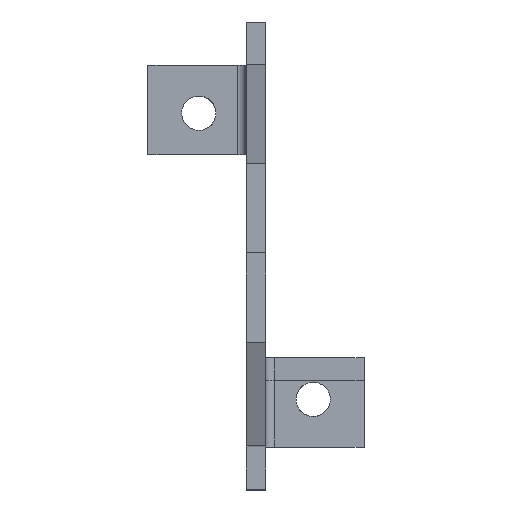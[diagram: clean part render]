
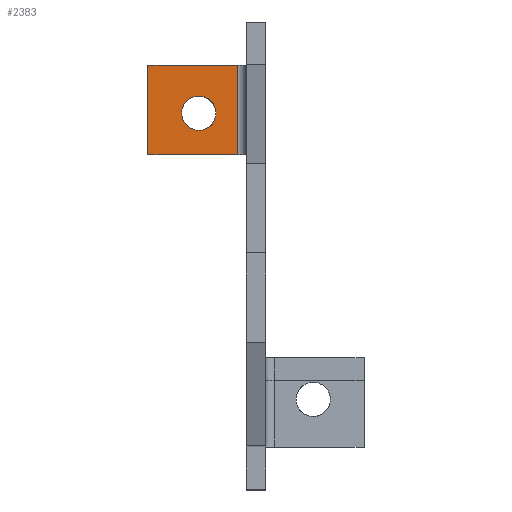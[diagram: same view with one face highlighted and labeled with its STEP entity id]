
A CAD part, top view. The second image highlights one B-rep face of the part: STEP entity #2383.
In plain terms, the highlighted planar face has unit normal (0, 0, 1).
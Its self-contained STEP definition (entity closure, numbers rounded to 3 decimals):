
#2141=CARTESIAN_POINT('Vertex',(-0.965,20.32,-70.815)) ;
#2172=CARTESIAN_POINT('Vertex',(-0.965,10.795,-70.815)) ;
#2175=CARTESIAN_POINT('Line Origine',(-0.965,15.558,-70.815)) ;
#2239=CARTESIAN_POINT('Vertex',(-10.49,20.32,-70.815)) ;
#2242=CARTESIAN_POINT('Line Origine',(-5.728,20.32,-70.815)) ;
#2271=CARTESIAN_POINT('Line Origine',(-5.728,10.795,-70.815)) ;
#2275=CARTESIAN_POINT('Vertex',(-10.49,10.795,-70.815)) ;
#2300=CARTESIAN_POINT('Line Origine',(-10.49,15.558,-70.815)) ;
#2342=CARTESIAN_POINT('Axis2P3D Location',(-0.965,10.795,-70.815)) ;
#2354=CARTESIAN_POINT('Control Point',(-3.251,15.24,-70.815)) ;
#2355=CARTESIAN_POINT('Control Point',(-3.251,14.665,-70.815)) ;
#2356=CARTESIAN_POINT('Control Point',(-3.477,14.091,-70.815)) ;
#2357=CARTESIAN_POINT('Control Point',(-3.931,13.637,-70.815)) ;
#2358=CARTESIAN_POINT('Control Point',(-5.08,13.186,-70.815)) ;
#2359=CARTESIAN_POINT('Control Point',(-6.229,13.637,-70.815)) ;
#2360=CARTESIAN_POINT('Control Point',(-6.683,14.091,-70.815)) ;
#2361=CARTESIAN_POINT('Control Point',(-6.909,14.665,-70.815)) ;
#2362=CARTESIAN_POINT('Control Point',(-6.909,15.24,-70.815)) ;
#2363=CARTESIAN_POINT('Vertex',(-6.909,15.24,-70.815)) ;
#2365=CARTESIAN_POINT('Vertex',(-3.251,15.24,-70.815)) ;
#2369=CARTESIAN_POINT('Control Point',(-6.909,15.24,-70.815)) ;
#2370=CARTESIAN_POINT('Control Point',(-6.909,15.815,-70.815)) ;
#2371=CARTESIAN_POINT('Control Point',(-6.683,16.389,-70.815)) ;
#2372=CARTESIAN_POINT('Control Point',(-6.229,16.843,-70.815)) ;
#2373=CARTESIAN_POINT('Control Point',(-5.08,17.294,-70.815)) ;
#2374=CARTESIAN_POINT('Control Point',(-3.931,16.843,-70.815)) ;
#2375=CARTESIAN_POINT('Control Point',(-3.477,16.389,-70.815)) ;
#2376=CARTESIAN_POINT('Control Point',(-3.251,15.815,-70.815)) ;
#2377=CARTESIAN_POINT('Control Point',(-3.251,15.24,-70.815)) ;
#2177=VECTOR('Line Direction',#2176,1.) ;
#2244=VECTOR('Line Direction',#2243,1.) ;
#2273=VECTOR('Line Direction',#2272,1.) ;
#2302=VECTOR('Line Direction',#2301,1.) ;
#2176=DIRECTION('Vector Direction',(0.,1.,0.)) ;
#2243=DIRECTION('Vector Direction',(1.,0.,0.)) ;
#2272=DIRECTION('Vector Direction',(1.,0.,0.)) ;
#2301=DIRECTION('Vector Direction',(0.,1.,0.)) ;
#2343=DIRECTION('Axis2P3D Direction',(0.,0.,-1.)) ;
#2344=DIRECTION('Axis2P3D XDirection',(-1.,-0.,-0.)) ;
#2345=AXIS2_PLACEMENT_3D('Plane Axis2P3D',#2342,#2343,#2344) ;
#2178=LINE('Line',#2175,#2177) ;
#2245=LINE('Line',#2242,#2244) ;
#2274=LINE('Line',#2271,#2273) ;
#2303=LINE('Line',#2300,#2302) ;
#2346=PLANE('',#2345) ;
#2382=FACE_BOUND('',#2379,.T.) ;
#2179=EDGE_CURVE('',#2173,#2142,#2178,.T.) ;
#2246=EDGE_CURVE('',#2240,#2142,#2245,.T.) ;
#2277=EDGE_CURVE('',#2276,#2173,#2274,.T.) ;
#2304=EDGE_CURVE('',#2276,#2240,#2303,.T.) ;
#2367=EDGE_CURVE('',#2364,#2366,#2353,.F.) ;
#2378=EDGE_CURVE('',#2366,#2364,#2368,.F.) ;
#2348=ORIENTED_EDGE('',*,*,#2304,.F.) ;
#2349=ORIENTED_EDGE('',*,*,#2277,.T.) ;
#2350=ORIENTED_EDGE('',*,*,#2179,.T.) ;
#2351=ORIENTED_EDGE('',*,*,#2246,.F.) ;
#2380=ORIENTED_EDGE('',*,*,#2367,.F.) ;
#2381=ORIENTED_EDGE('',*,*,#2378,.F.) ;
#2347=EDGE_LOOP('',(#2348,#2349,#2350,#2351)) ;
#2379=EDGE_LOOP('',(#2380,#2381)) ;
#2142=VERTEX_POINT('',#2141) ;
#2173=VERTEX_POINT('',#2172) ;
#2240=VERTEX_POINT('',#2239) ;
#2276=VERTEX_POINT('',#2275) ;
#2364=VERTEX_POINT('',#2363) ;
#2366=VERTEX_POINT('',#2365) ;
#2383=ADVANCED_FACE('PartBody',(#2352,#2382),#2346,.F.) ;
#2353=B_SPLINE_CURVE_WITH_KNOTS('',5,(#2354,#2355,#2356,#2357,#2358,#2359,#2360,#2361,#2362),.UNSPECIFIED.,.F.,.U.,(6,3,6),(5.745,8.618,11.491),.UNSPECIFIED.) ;
#2368=B_SPLINE_CURVE_WITH_KNOTS('',5,(#2369,#2370,#2371,#2372,#2373,#2374,#2375,#2376,#2377),.UNSPECIFIED.,.F.,.U.,(6,3,6),(11.491,14.363,17.236),.UNSPECIFIED.) ;
#2352=FACE_OUTER_BOUND('',#2347,.T.) ;
